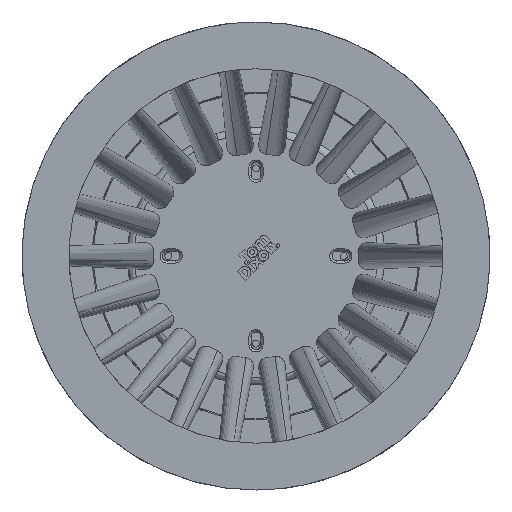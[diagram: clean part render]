
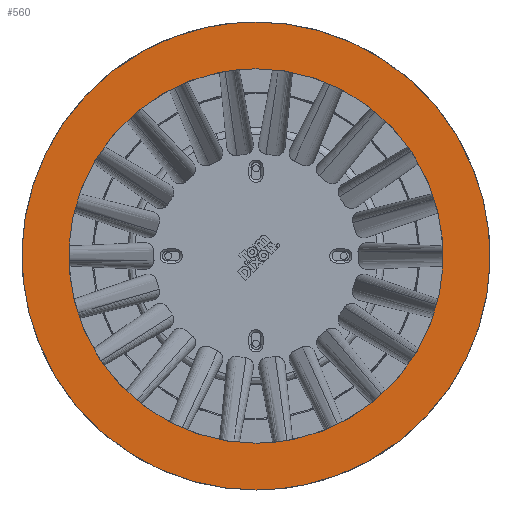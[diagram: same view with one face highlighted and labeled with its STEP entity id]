
A CAD part, front view. The second image highlights one B-rep face of the part: STEP entity #560.
In plain terms, the highlighted planar face has unit normal (0, -1, 0).
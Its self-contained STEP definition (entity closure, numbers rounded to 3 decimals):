
#560=ADVANCED_FACE('',(#1040,#802),#6494,.T.);
#802=FACE_BOUND('',#1520,.T.);
#1040=FACE_OUTER_BOUND('',#1519,.T.);
#1519=EDGE_LOOP('',(#2925,#2926));
#1520=EDGE_LOOP('',(#2927,#2928));
#2925=ORIENTED_EDGE('',*,*,#4234,.F.);
#2926=ORIENTED_EDGE('',*,*,#4233,.F.);
#2927=ORIENTED_EDGE('',*,*,#4236,.T.);
#2928=ORIENTED_EDGE('',*,*,#4235,.T.);
#4233=EDGE_CURVE('',#5951,#5952,#5475,.T.);
#4234=EDGE_CURVE('',#5952,#5951,#5476,.T.);
#4235=EDGE_CURVE('',#5953,#5954,#5477,.T.);
#4236=EDGE_CURVE('',#5954,#5953,#5478,.T.);
#5475=(
BOUNDED_CURVE()
B_SPLINE_CURVE(2,(#17480,#17481,#17482,#17483,#17484),.UNSPECIFIED.,.F.,
 .F.)
B_SPLINE_CURVE_WITH_KNOTS((3,2,3),(0.,314.159,628.319),
 .UNSPECIFIED.)
CURVE()
GEOMETRIC_REPRESENTATION_ITEM()
RATIONAL_B_SPLINE_CURVE((1.,0.707,1.,0.707,1.))
REPRESENTATION_ITEM('')
);
#5476=(
BOUNDED_CURVE()
B_SPLINE_CURVE(2,(#17485,#17486,#17487,#17488,#17489),.UNSPECIFIED.,.F.,
 .F.)
B_SPLINE_CURVE_WITH_KNOTS((3,2,3),(0.,314.159,628.319),
 .UNSPECIFIED.)
CURVE()
GEOMETRIC_REPRESENTATION_ITEM()
RATIONAL_B_SPLINE_CURVE((1.,0.707,1.,0.707,1.))
REPRESENTATION_ITEM('')
);
#5477=(
BOUNDED_CURVE()
B_SPLINE_CURVE(2,(#17490,#17491,#17492,#17493,#17494),.UNSPECIFIED.,.F.,
 .F.)
B_SPLINE_CURVE_WITH_KNOTS((3,2,3),(0.,251.327,502.655),
 .UNSPECIFIED.)
CURVE()
GEOMETRIC_REPRESENTATION_ITEM()
RATIONAL_B_SPLINE_CURVE((1.,0.707,1.,0.707,1.))
REPRESENTATION_ITEM('')
);
#5478=(
BOUNDED_CURVE()
B_SPLINE_CURVE(2,(#17495,#17496,#17497,#17498,#17499),.UNSPECIFIED.,.F.,
 .F.)
B_SPLINE_CURVE_WITH_KNOTS((3,2,3),(0.,251.327,502.655),
 .UNSPECIFIED.)
CURVE()
GEOMETRIC_REPRESENTATION_ITEM()
RATIONAL_B_SPLINE_CURVE((1.,0.707,1.,0.707,1.))
REPRESENTATION_ITEM('')
);
#5951=VERTEX_POINT('',#16232);
#5952=VERTEX_POINT('',#16233);
#5953=VERTEX_POINT('',#16234);
#5954=VERTEX_POINT('',#16235);
#6494=PLANE('',#6693);
#6693=AXIS2_PLACEMENT_3D('',#14651,#6876,$);
#6876=DIRECTION('',(0.,-1.,0.));
#14651=CARTESIAN_POINT('',(-200.,0.,-200.));
#16232=CARTESIAN_POINT('',(0.,0.,200.));
#16233=CARTESIAN_POINT('',(0.,0.,-200.));
#16234=CARTESIAN_POINT('',(0.,0.,-160.));
#16235=CARTESIAN_POINT('',(0.,0.,160.));
#17480=CARTESIAN_POINT('',(0.,0.,200.));
#17481=CARTESIAN_POINT('',(200.,0.,200.));
#17482=CARTESIAN_POINT('',(200.,0.,0.));
#17483=CARTESIAN_POINT('',(200.,0.,-200.));
#17484=CARTESIAN_POINT('',(0.,0.,-200.));
#17485=CARTESIAN_POINT('',(0.,0.,-200.));
#17486=CARTESIAN_POINT('',(-200.,0.,-200.));
#17487=CARTESIAN_POINT('',(-200.,0.,0.));
#17488=CARTESIAN_POINT('',(-200.,0.,200.));
#17489=CARTESIAN_POINT('',(0.,0.,200.));
#17490=CARTESIAN_POINT('',(0.,0.,-160.));
#17491=CARTESIAN_POINT('',(-160.,0.,-160.));
#17492=CARTESIAN_POINT('',(-160.,0.,0.));
#17493=CARTESIAN_POINT('',(-160.,0.,160.));
#17494=CARTESIAN_POINT('',(0.,0.,160.));
#17495=CARTESIAN_POINT('',(0.,0.,160.));
#17496=CARTESIAN_POINT('',(160.,0.,160.));
#17497=CARTESIAN_POINT('',(160.,0.,0.));
#17498=CARTESIAN_POINT('',(160.,0.,-160.));
#17499=CARTESIAN_POINT('',(0.,0.,-160.));
